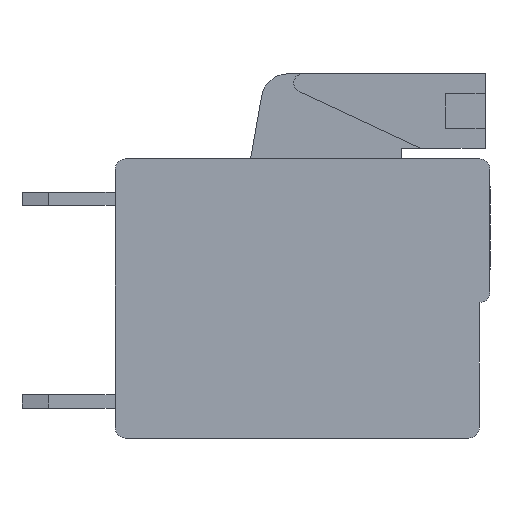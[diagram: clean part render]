
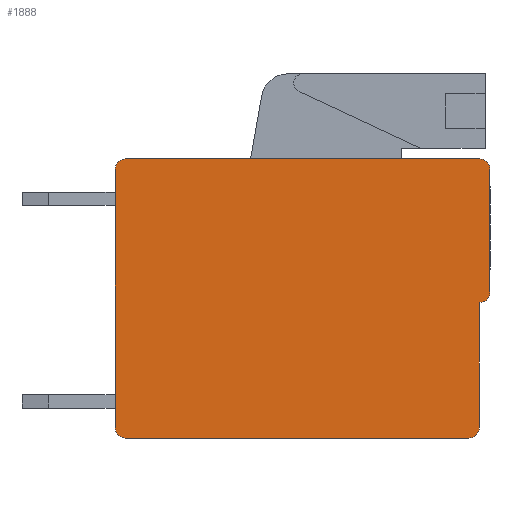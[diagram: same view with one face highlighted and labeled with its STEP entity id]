
A CAD part, front view. The second image highlights one B-rep face of the part: STEP entity #1888.
In plain terms, the highlighted planar face has unit normal (0, -1, 0).
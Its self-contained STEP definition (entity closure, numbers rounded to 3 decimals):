
#103=DIRECTION('',(-1.,0.,0.));
#104=VECTOR('',#103,13.3);
#105=CARTESIAN_POINT('',(13.7,-5.08,
0.));
#106=LINE('',#105,#104);
#159=DIRECTION('',(0.,0.,-1.));
#160=VECTOR('',#159,9.7);
#161=CARTESIAN_POINT('',(0.,-5.08,
-0.4));
#162=LINE('',#161,#160);
#283=DIRECTION('',(1.,0.,0.));
#284=VECTOR('',#283,12.9);
#285=CARTESIAN_POINT('',(0.4,-5.08,
-10.5));
#286=LINE('',#285,#284);
#299=DIRECTION('',(0.,0.,1.));
#300=VECTOR('',#299,4.7);
#301=CARTESIAN_POINT('',(13.7,-5.08,-10.1));
#302=LINE('',#301,#300);
#333=DIRECTION('',(0.,0.,1.));
#334=VECTOR('',#333,4.6);
#335=CARTESIAN_POINT('',(14.1,-5.08,-5.));
#336=LINE('',#335,#334);
#614=CARTESIAN_POINT('',(0.4,-5.08,
-10.1));
#615=DIRECTION('',(0.,1.,0.));
#616=DIRECTION('',(0.,0.,-1.));
#617=AXIS2_PLACEMENT_3D('',#614,#615,#616);
#619=CARTESIAN_POINT('',(0.4,-5.08,
-0.4));
#620=DIRECTION('',(0.,1.,0.));
#621=DIRECTION('',(-1.,0.,0.));
#622=AXIS2_PLACEMENT_3D('',#619,#620,#621);
#624=CARTESIAN_POINT('',(13.7,-5.08,-0.4));
#625=DIRECTION('',(0.,1.,0.));
#626=DIRECTION('',(0.,0.,1.));
#627=AXIS2_PLACEMENT_3D('',#624,#625,#626);
#629=CARTESIAN_POINT('',(13.7,-5.08,-5.));
#630=DIRECTION('',(0.,1.,0.));
#631=DIRECTION('',(1.,0.,0.));
#632=AXIS2_PLACEMENT_3D('',#629,#630,#631);
#634=CARTESIAN_POINT('',(13.3,-5.08,-10.1));
#635=DIRECTION('',(0.,1.,0.));
#636=DIRECTION('',(1.,0.,0.));
#637=AXIS2_PLACEMENT_3D('',#634,#635,#636);
#749=CARTESIAN_POINT('',(13.7,-5.08,
0.));
#750=CARTESIAN_POINT('',(0.4,-5.08,
0.));
#751=VERTEX_POINT('',#749);
#752=VERTEX_POINT('',#750);
#753=CARTESIAN_POINT('',(0.,-5.08,
-0.4));
#754=CARTESIAN_POINT('',(0.,-5.08,
-10.1));
#755=VERTEX_POINT('',#753);
#756=VERTEX_POINT('',#754);
#773=CARTESIAN_POINT('',(0.4,-5.08,
-10.5));
#774=VERTEX_POINT('',#773);
#775=CARTESIAN_POINT('',(14.1,-5.08,-0.4));
#776=VERTEX_POINT('',#775);
#777=CARTESIAN_POINT('',(14.1,-5.08,-5.));
#778=VERTEX_POINT('',#777);
#779=CARTESIAN_POINT('',(13.7,-5.08,-5.4));
#780=VERTEX_POINT('',#779);
#781=CARTESIAN_POINT('',(13.7,-5.08,-10.1));
#782=VERTEX_POINT('',#781);
#783=CARTESIAN_POINT('',(13.3,-5.08,-10.5));
#784=VERTEX_POINT('',#783);
#1871=CARTESIAN_POINT('',(7.05,-5.08,-5.25));
#1872=DIRECTION('',(0.,1.,0.));
#1873=DIRECTION('',(1.,0.,0.));
#1874=AXIS2_PLACEMENT_3D('',#1871,#1872,#1873);
#1875=PLANE('',#1874);
#1876=ORIENTED_EDGE('',*,*,#1388,.T.);
#1877=ORIENTED_EDGE('',*,*,#1147,.F.);
#1878=ORIENTED_EDGE('',*,*,#1132,.T.);
#1879=ORIENTED_EDGE('',*,*,#1109,.F.);
#1880=ORIENTED_EDGE('',*,*,#1600,.T.);
#1881=ORIENTED_EDGE('',*,*,#1464,.F.);
#1882=ORIENTED_EDGE('',*,*,#1449,.T.);
#1883=ORIENTED_EDGE('',*,*,#1434,.F.);
#1884=ORIENTED_EDGE('',*,*,#1419,.T.);
#1885=ORIENTED_EDGE('',*,*,#1404,.F.);
#1886=EDGE_LOOP('',(#1876,#1877,#1878,#1879,#1880,#1881,#1882,#1883,#1884,
#1885));
#1887=FACE_OUTER_BOUND('',#1886,.F.);
#618=CIRCLE('',#617,0.4);
#623=CIRCLE('',#622,0.4);
#628=CIRCLE('',#627,0.4);
#633=CIRCLE('',#632,0.4);
#638=CIRCLE('',#637,0.4);
#1109=EDGE_CURVE('',#751,#752,#106,.T.);
#1132=EDGE_CURVE('',#755,#752,#623,.T.);
#1147=EDGE_CURVE('',#755,#756,#162,.T.);
#1388=EDGE_CURVE('',#774,#756,#618,.T.);
#1404=EDGE_CURVE('',#774,#784,#286,.T.);
#1419=EDGE_CURVE('',#782,#784,#638,.T.);
#1434=EDGE_CURVE('',#782,#780,#302,.T.);
#1449=EDGE_CURVE('',#778,#780,#633,.T.);
#1464=EDGE_CURVE('',#778,#776,#336,.T.);
#1600=EDGE_CURVE('',#751,#776,#628,.T.);
#1888=ADVANCED_FACE('',(#1887),#1875,.F.);
